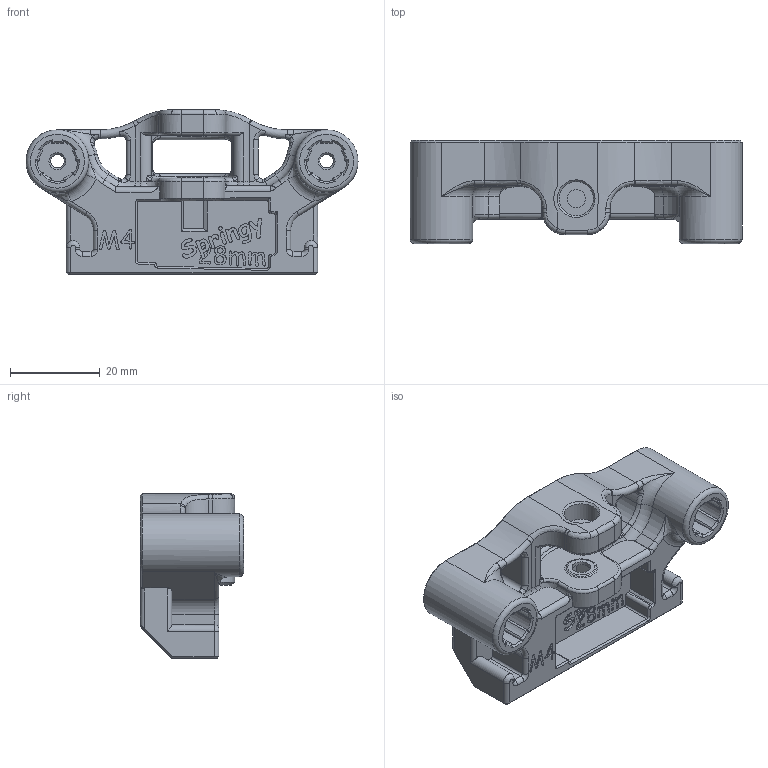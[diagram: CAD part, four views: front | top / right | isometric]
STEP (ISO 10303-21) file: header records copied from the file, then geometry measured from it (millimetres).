
FILE_DESCRIPTION(/* description */ (''),/* implementation_level */ '2;1');
FILE_NAME(/* name */ 'Linear Axis Idler Block M4.step',/* time_stamp */ '2024-09-13T20:05:11-04:00',/* author */ (''),/* organization */ (''),/* preprocessor_version */ 'ST-DEVELOPER v20',/* originating_system */ 'Autodesk Translation Framework v13.14.0.145',/* authorisation */ '');
FILE_SCHEMA (('AUTOMOTIVE_DESIGN { 1 0 10303 214 3 1 1 }'));
Products named in the file (1): Linear Axis Idler Block M4
Bounding box: 74 x 23 x 36.7 mm (x, y, z)
Volume: 23964.6 mm3; surface area: 11417.6 mm2
Topology: 1 solids, 1 shells, 1181 faces, 3131 edges, 1958 vertices
Faces by surface type: bspline 585, plane 341, cylinder 142, cone 58, torus 55
Full cylindrical faces by diameter (mm): 3 x2, 4.1 x1, 4.12 x1, 7.6 x1, 14 x2
Entity records: 49263 total; most frequent: CARTESIAN_POINT 24144, ORIENTED_EDGE 6208, DIRECTION 3474, EDGE_CURVE 3104, VERTEX_POINT 1958, LINE 1370, VECTOR 1370, B_SPLINE_CURVE_WITH_KNOTS 1279
